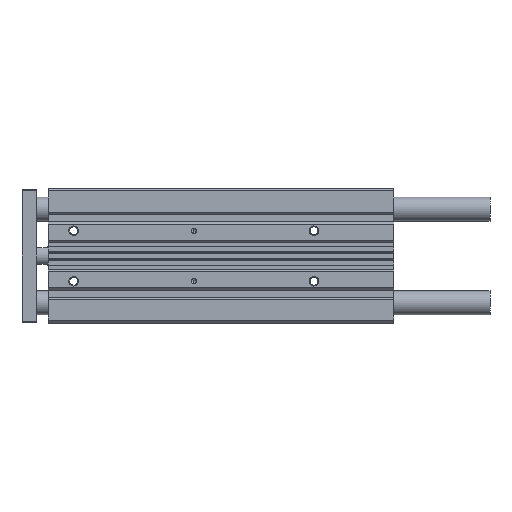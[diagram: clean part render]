
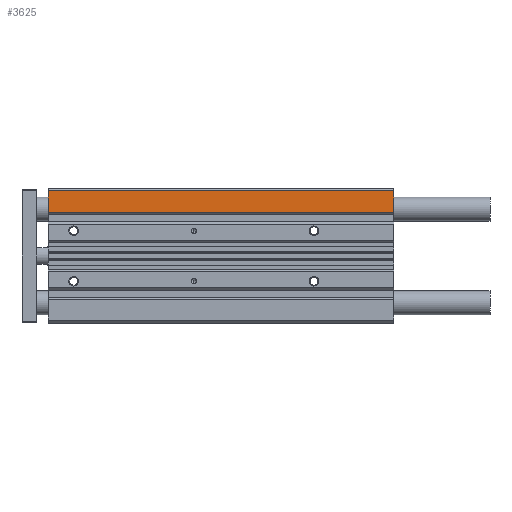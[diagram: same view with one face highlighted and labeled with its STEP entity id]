
A CAD part, front view. The second image highlights one B-rep face of the part: STEP entity #3625.
In plain terms, the highlighted planar face has unit normal (0, -1, 0).
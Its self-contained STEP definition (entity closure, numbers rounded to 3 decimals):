
#276 = CARTESIAN_POINT ( 'NONE',  ( 0., -24., 36.4 ) ) ;
#333 = ORIENTED_EDGE ( 'NONE', *, *, #7092, .T. ) ;
#399 = DIRECTION ( 'NONE',  ( 0., 0., -1. ) ) ;
#902 = VERTEX_POINT ( 'NONE', #7520 ) ;
#918 = DIRECTION ( 'NONE',  ( 0., 0., -1. ) ) ;
#993 = DIRECTION ( 'NONE',  ( -1., 0., 0. ) ) ;
#1007 = VECTOR ( 'NONE', #12315, 1000. ) ;
#1929 = LINE ( 'NONE', #12229, #6396 ) ;
#2192 = DIRECTION ( 'NONE',  ( 0., -1., 0. ) ) ;
#3251 = FACE_OUTER_BOUND ( 'NONE', #13046, .T. ) ;
#3617 = ORIENTED_EDGE ( 'NONE', *, *, #7572, .T. ) ;
#3625 = ADVANCED_FACE ( 'NONE', ( #3251 ), #4369, .T. ) ;
#4369 = PLANE ( 'NONE',  #6458 ) ;
#5309 = CARTESIAN_POINT ( 'NONE',  ( 0., -24., 36.4 ) ) ;
#6189 = VECTOR ( 'NONE', #918, 1000. ) ;
#6292 = VECTOR ( 'NONE', #12787, 1000. ) ;
#6396 = VECTOR ( 'NONE', #993, 1000. ) ;
#6458 = AXIS2_PLACEMENT_3D ( 'NONE', #276, #2192, #399 ) ;
#6476 = ORIENTED_EDGE ( 'NONE', *, *, #9754, .F. ) ;
#6715 = CARTESIAN_POINT ( 'NONE',  ( 0., -24., 36.4 ) ) ;
#7092 = EDGE_CURVE ( 'NONE', #11171, #902, #1929, .T. ) ;
#7489 = CARTESIAN_POINT ( 'NONE',  ( 287.5, -24., 36.4 ) ) ;
#7520 = CARTESIAN_POINT ( 'NONE',  ( 0., -24., 54.2 ) ) ;
#7572 = EDGE_CURVE ( 'NONE', #902, #9012, #9179, .T. ) ;
#8105 = ORIENTED_EDGE ( 'NONE', *, *, #10171, .T. ) ;
#8145 = LINE ( 'NONE', #5309, #1007 ) ;
#8177 = CARTESIAN_POINT ( 'NONE',  ( 0., -24., 36.4 ) ) ;
#8768 = CARTESIAN_POINT ( 'NONE',  ( 287.5, -24., 36.4 ) ) ;
#9012 = VERTEX_POINT ( 'NONE', #6715 ) ;
#9179 = LINE ( 'NONE', #8177, #6189 ) ;
#9754 = EDGE_CURVE ( 'NONE', #10355, #9012, #8145, .T. ) ;
#10171 = EDGE_CURVE ( 'NONE', #10355, #11171, #10885, .T. ) ;
#10355 = VERTEX_POINT ( 'NONE', #7489 ) ;
#10885 = LINE ( 'NONE', #8768, #6292 ) ;
#11109 = CARTESIAN_POINT ( 'NONE',  ( 287.5, -24., 54.2 ) ) ;
#11171 = VERTEX_POINT ( 'NONE', #11109 ) ;
#12229 = CARTESIAN_POINT ( 'NONE',  ( 0., -24., 54.2 ) ) ;
#12315 = DIRECTION ( 'NONE',  ( -1., 0., 0. ) ) ;
#12787 = DIRECTION ( 'NONE',  ( 0., 0., 1. ) ) ;
#13046 = EDGE_LOOP ( 'NONE', ( #3617, #6476, #8105, #333 ) ) ;
